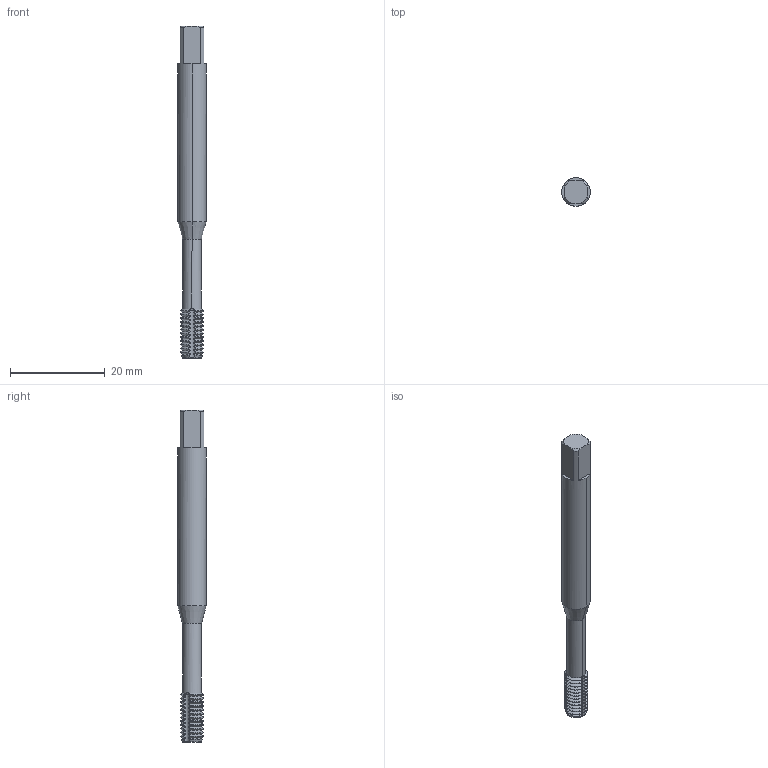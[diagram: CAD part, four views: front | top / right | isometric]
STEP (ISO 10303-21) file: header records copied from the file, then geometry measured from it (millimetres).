
FILE_DESCRIPTION(('no description'),'unknown implementation level');
FILE_NAME('solidcy6534y4hDpmA6xfAi18AyDUBKY_1.STP',' ',('CIM GmbH Aachen'),('CADClick - KiM GmbH - www.kimweb.de'),'unknown preprocess','ACIS','unknown authorization');
FILE_SCHEMA(('automotive_design'));
Length unit declared in the file: millimetre
Products named in the file (2): 1; 2
Bounding box: 6 x 6 x 70 mm (x, y, z)
Volume: 1539.3 mm3; surface area: 1529.8 mm2
Topology: 2 solids, 2 shells, 307 faces, 849 edges, 546 vertices
Faces by surface type: cone 147, cylinder 140, plane 17, torus 3
Entity records: 20639 total; most frequent: CARTESIAN_POINT 3411, STYLED_ITEM 1704, PRESENTATION_STYLE_ASSIGNMENT 1704, COLOUR_RGB 1704, ORIENTED_EDGE 1698, DIRECTION 1620, EDGE_CURVE 849, CURVE_STYLE 849
